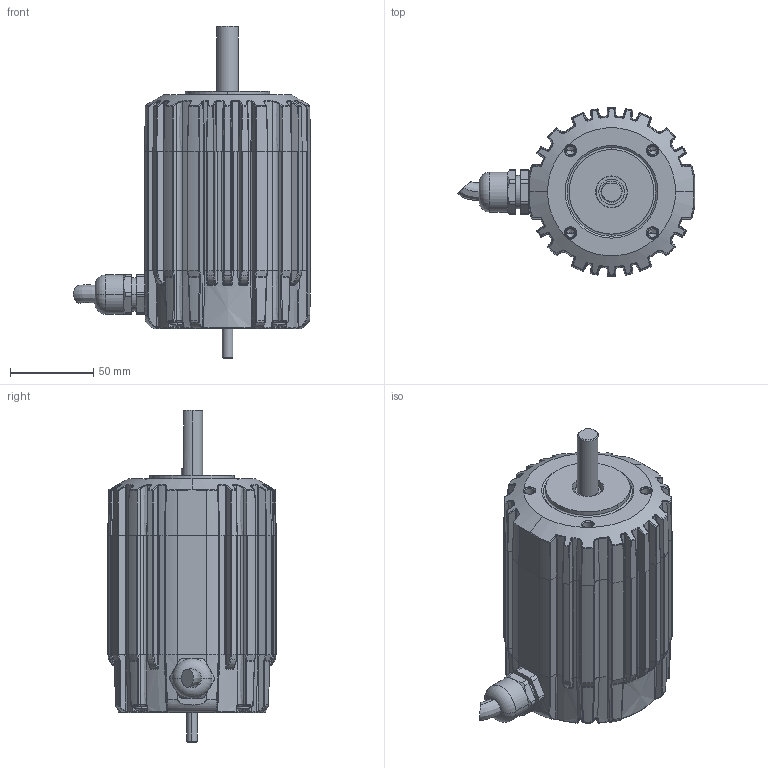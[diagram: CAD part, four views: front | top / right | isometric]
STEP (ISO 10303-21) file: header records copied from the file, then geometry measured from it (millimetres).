
FILE_DESCRIPTION (( 'STEP AP203' ), '1' );
FILE_NAME ('INFM0285.STEP', '2013-05-14T16:25:09', ( 'Admin' ), ( 'Bodine Electric Company' ), 'SwSTEP 2.0', 'SolidWorks 2012', '' );
FILE_SCHEMA (( 'CONFIG_CONTROL_DESIGN' ));
Length unit declared in the file: inch
Products named in the file (1): INFM0285
Bounding box: 142.27 x 101.09 x 199.09 mm (x, y, z)
Volume: 562237 mm3; surface area: 131977.8 mm2
Topology: 11 solids, 11 shells, 1397 faces, 3556 edges, 2134 vertices
Faces by surface type: bspline 556, cylinder 286, plane 247, cone 160, torus 140, sphere 8
Entity records: 54235 total; most frequent: CARTESIAN_POINT 24726, ORIENTED_EDGE 6968, DIRECTION 5269, EDGE_CURVE 3484, AXIS2_PLACEMENT_3D 2300, VERTEX_POINT 2134, CIRCLE 1458, EDGE_LOOP 1434
